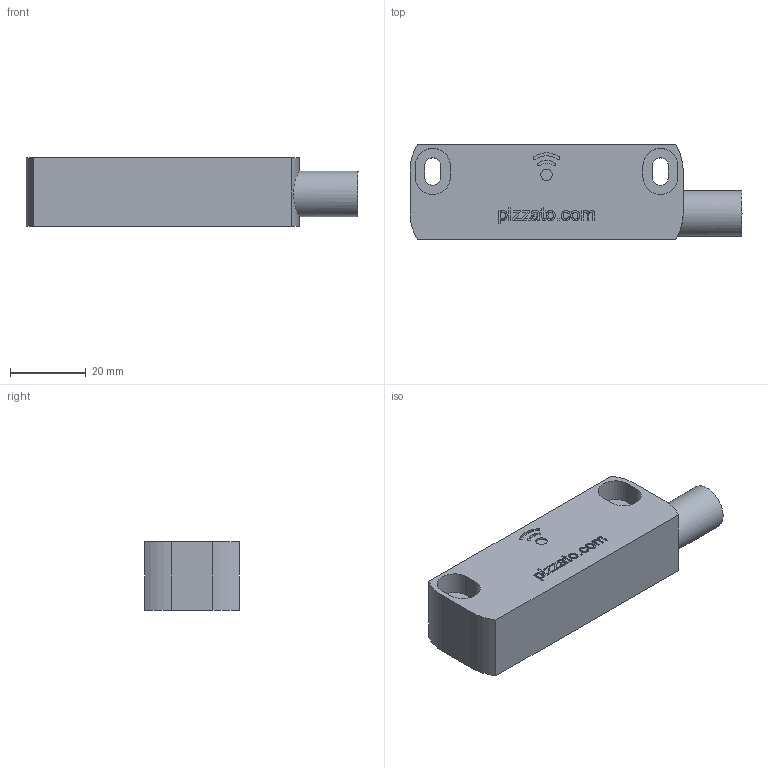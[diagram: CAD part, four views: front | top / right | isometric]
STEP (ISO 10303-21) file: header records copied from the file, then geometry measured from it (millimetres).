
FILE_DESCRIPTION(/* description */ ('MICRO RFID ST DD420MK-D1T PIZZATO'),/* implementation_level */ '2;1');
FILE_NAME(/* name */ 'CMIMG0000015 (XE10668).stp',/* time_stamp */ '2022-11-24T10:35:39+01:00',/* author */ ('tecnico7'),/* organization */ (''),/* preprocessor_version */ 'ST-DEVELOPER v18.1',/* originating_system */ 'Autodesk Inventor 2022',/* authorisation */ '');
FILE_SCHEMA (('AUTOMOTIVE_DESIGN { 1 0 10303 214 3 1 1 }'));
Length unit declared in the file: millimetre
Products named in the file (1): CMIMG0000015 (XE10668)
Bounding box: 87.5 x 25 x 18 mm (x, y, z)
Volume: 31611.4 mm3; surface area: 8592.5 mm2
Topology: 1 solids, 1 shells, 200 faces, 529 edges, 353 vertices
Faces by surface type: plane 107, bspline 69, cylinder 24
Full cylindrical faces by diameter (mm): 3 x1, 12 x1
Entity records: 9804 total; most frequent: CARTESIAN_POINT 4994, ORIENTED_EDGE 1058, DIRECTION 704, EDGE_CURVE 529, VERTEX_POINT 353, LINE 340, VECTOR 340, EDGE_LOOP 226
